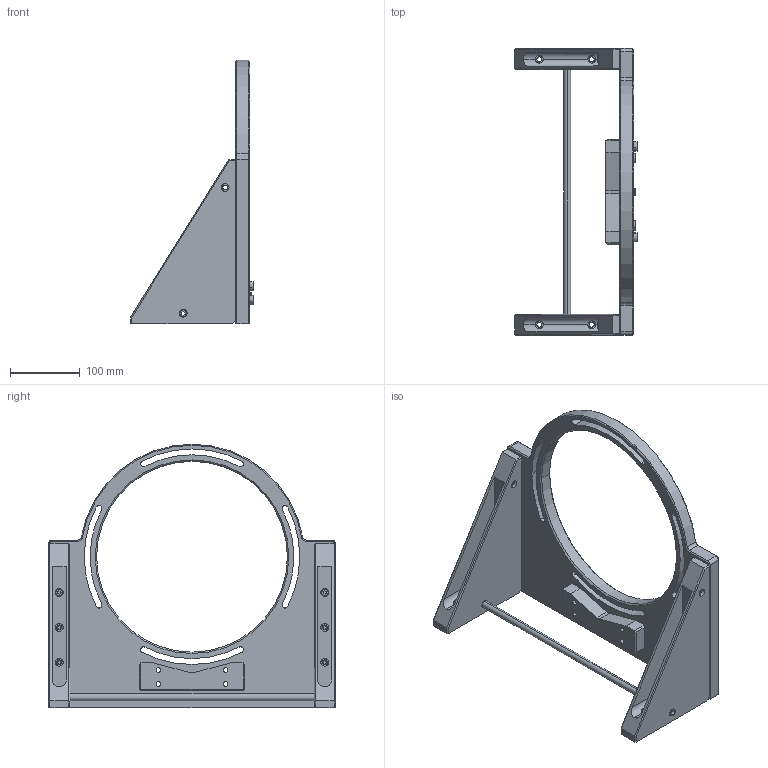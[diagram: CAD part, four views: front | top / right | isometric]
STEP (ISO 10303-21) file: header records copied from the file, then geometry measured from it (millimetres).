
FILE_DESCRIPTION (( 'STEP AP203' ), '1' );
FILE_NAME ('DP23191_CMHO240R.step', '2021-10-22T12:34:42', ( '' ), ( '' ), 'SwSTEP 2.0', 'SolidWorks 2021', '' );
FILE_SCHEMA (( 'CONFIG_CONTROL_DESIGN' ));
Length unit declared in the file: millimetre
Products named in the file (1): DP23191_CMHO240R
Bounding box: 175 x 412 x 377.18 mm (x, y, z)
Surface area: 390083.5 mm2 (no closed solid volume)
Topology: 0 solids, 24 shells, 281 faces, 807 edges, 552 vertices
Faces by surface type: plane 127, cylinder 112, cone 28, torus 14
Entity records: 9711 total; most frequent: CARTESIAN_POINT 1985, DIRECTION 1713, ORIENTED_EDGE 1384, EDGE_CURVE 807, AXIS2_PLACEMENT_3D 640, VERTEX_POINT 552, LINE 433, VECTOR 433
